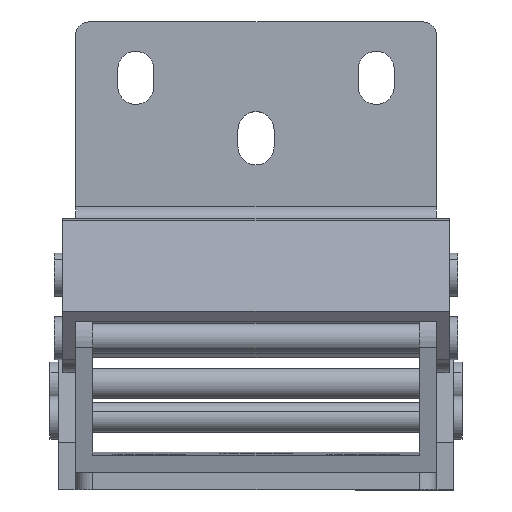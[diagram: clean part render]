
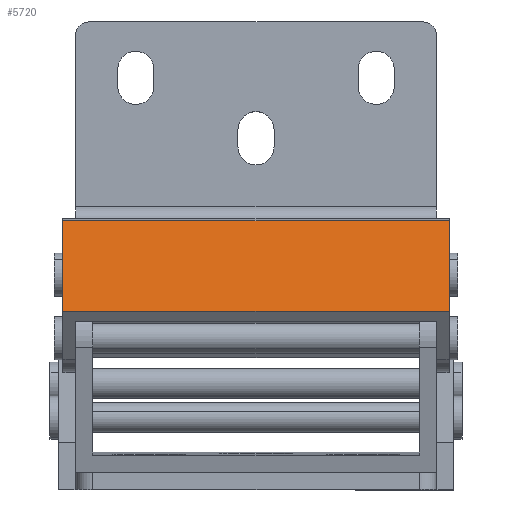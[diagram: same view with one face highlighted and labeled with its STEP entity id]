
A CAD part, top view. The second image highlights one B-rep face of the part: STEP entity #5720.
In plain terms, the highlighted face is planar.
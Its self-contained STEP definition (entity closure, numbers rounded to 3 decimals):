
#100 = DIRECTION ( 'NONE',  ( -0.5, -0.866, 0. ) ) ;
#304 = LINE ( 'NONE', #4519, #3057 ) ;
#381 = VERTEX_POINT ( 'NONE', #5126 ) ;
#526 = DIRECTION ( 'NONE',  ( 0., 0., -1. ) ) ;
#703 = DIRECTION ( 'NONE',  ( -0.866, 0.5, 0. ) ) ;
#1257 = CARTESIAN_POINT ( 'NONE',  ( -10.778, 13.728, -22.5 ) ) ;
#1317 = VERTEX_POINT ( 'NONE', #3956 ) ;
#1338 = VECTOR ( 'NONE', #2710, 1000. ) ;
#1530 = ORIENTED_EDGE ( 'NONE', *, *, #3704, .T. ) ;
#1964 = LINE ( 'NONE', #4350, #6128 ) ;
#2022 = LINE ( 'NONE', #1257, #6194 ) ;
#2072 = EDGE_LOOP ( 'NONE', ( #3731, #4042, #5208, #1530 ) ) ;
#2234 = EDGE_CURVE ( 'NONE', #381, #1317, #1964, .T. ) ;
#2710 = DIRECTION ( 'NONE',  ( -0.866, 0.5, 0. ) ) ;
#2790 = AXIS2_PLACEMENT_3D ( 'NONE', #5546, #100, #3926 ) ;
#2793 = LINE ( 'NONE', #4875, #1338 ) ;
#3057 = VECTOR ( 'NONE', #3962, 1000. ) ;
#3177 = VERTEX_POINT ( 'NONE', #5375 ) ;
#3704 = EDGE_CURVE ( 'NONE', #4630, #3177, #304, .T. ) ;
#3731 = ORIENTED_EDGE ( 'NONE', *, *, #3918, .T. ) ;
#3918 = EDGE_CURVE ( 'NONE', #3177, #1317, #2022, .T. ) ;
#3926 = DIRECTION ( 'NONE',  ( 0.866, -0.5, 0. ) ) ;
#3956 = CARTESIAN_POINT ( 'NONE',  ( -10.778, 13.728, -22.5 ) ) ;
#3962 = DIRECTION ( 'NONE',  ( 0., 0., -1. ) ) ;
#4042 = ORIENTED_EDGE ( 'NONE', *, *, #2234, .F. ) ;
#4350 = CARTESIAN_POINT ( 'NONE',  ( -10.778, 13.728, 22.5 ) ) ;
#4461 = PLANE ( 'NONE',  #2790 ) ;
#4519 = CARTESIAN_POINT ( 'NONE',  ( 7.58, 3.129, 22.5 ) ) ;
#4630 = VERTEX_POINT ( 'NONE', #6864 ) ;
#4875 = CARTESIAN_POINT ( 'NONE',  ( -10.778, 13.728, 22.5 ) ) ;
#4969 = EDGE_CURVE ( 'NONE', #4630, #381, #2793, .T. ) ;
#5126 = CARTESIAN_POINT ( 'NONE',  ( -10.778, 13.728, 22.5 ) ) ;
#5208 = ORIENTED_EDGE ( 'NONE', *, *, #4969, .F. ) ;
#5375 = CARTESIAN_POINT ( 'NONE',  ( 7.58, 3.129, -22.5 ) ) ;
#5546 = CARTESIAN_POINT ( 'NONE',  ( -10.778, 13.728, 22.5 ) ) ;
#5585 = FACE_OUTER_BOUND ( 'NONE', #2072, .T. ) ;
#5720 = ADVANCED_FACE ( 'NONE', ( #5585 ), #4461, .F. ) ;
#6128 = VECTOR ( 'NONE', #526, 1000. ) ;
#6194 = VECTOR ( 'NONE', #703, 1000. ) ;
#6864 = CARTESIAN_POINT ( 'NONE',  ( 7.58, 3.129, 22.5 ) ) ;
